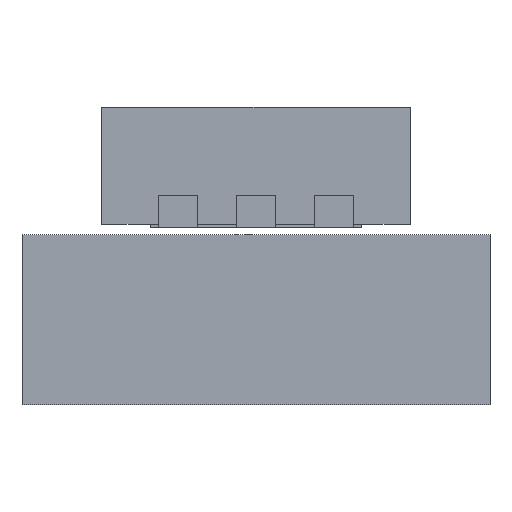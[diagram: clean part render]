
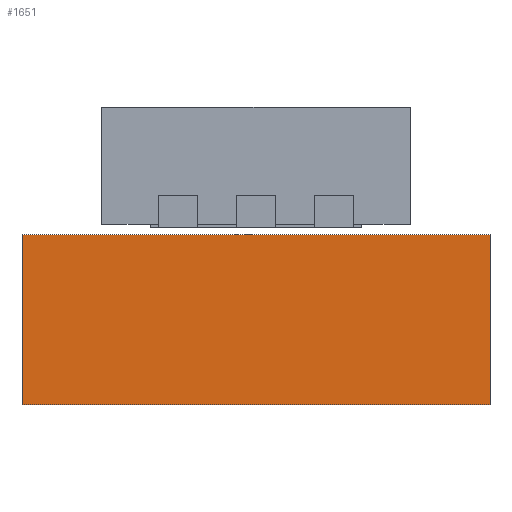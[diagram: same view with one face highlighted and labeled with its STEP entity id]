
A CAD part, front view. The second image highlights one B-rep face of the part: STEP entity #1651.
In plain terms, the highlighted planar face has unit normal (0, -1, 0).
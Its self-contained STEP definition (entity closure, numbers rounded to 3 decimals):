
#1651 = ADVANCED_FACE('',(#1652),#1686,.T.);
#1652 = FACE_BOUND('',#1653,.T.);
#1653 = EDGE_LOOP('',(#1654,#1664,#1672,#1680));
#1654 = ORIENTED_EDGE('',*,*,#1655,.T.);
#1655 = EDGE_CURVE('',#1656,#1658,#1660,.T.);
#1656 = VERTEX_POINT('',#1657);
#1657 = CARTESIAN_POINT('',(102.52,-65.513,0.));
#1658 = VERTEX_POINT('',#1659);
#1659 = CARTESIAN_POINT('',(102.52,-65.513,1.09));
#1660 = LINE('',#1661,#1662);
#1661 = CARTESIAN_POINT('',(102.52,-65.513,0.));
#1662 = VECTOR('',#1663,1.);
#1663 = DIRECTION('',(0.,0.,1.));
#1664 = ORIENTED_EDGE('',*,*,#1665,.T.);
#1665 = EDGE_CURVE('',#1658,#1666,#1668,.T.);
#1666 = VERTEX_POINT('',#1667);
#1667 = CARTESIAN_POINT('',(99.52,-65.513,1.09));
#1668 = LINE('',#1669,#1670);
#1669 = CARTESIAN_POINT('',(102.52,-65.513,1.09));
#1670 = VECTOR('',#1671,1.);
#1671 = DIRECTION('',(-1.,0.,0.));
#1672 = ORIENTED_EDGE('',*,*,#1673,.F.);
#1673 = EDGE_CURVE('',#1674,#1666,#1676,.T.);
#1674 = VERTEX_POINT('',#1675);
#1675 = CARTESIAN_POINT('',(99.52,-65.513,0.));
#1676 = LINE('',#1677,#1678);
#1677 = CARTESIAN_POINT('',(99.52,-65.513,0.));
#1678 = VECTOR('',#1679,1.);
#1679 = DIRECTION('',(0.,0.,1.));
#1680 = ORIENTED_EDGE('',*,*,#1681,.F.);
#1681 = EDGE_CURVE('',#1656,#1674,#1682,.T.);
#1682 = LINE('',#1683,#1684);
#1683 = CARTESIAN_POINT('',(102.52,-65.513,0.));
#1684 = VECTOR('',#1685,1.);
#1685 = DIRECTION('',(-1.,0.,0.));
#1686 = PLANE('',#1687);
#1687 = AXIS2_PLACEMENT_3D('',#1688,#1689,#1690);
#1688 = CARTESIAN_POINT('',(102.52,-65.513,0.));
#1689 = DIRECTION('',(0.,-1.,0.));
#1690 = DIRECTION('',(-1.,0.,0.));
